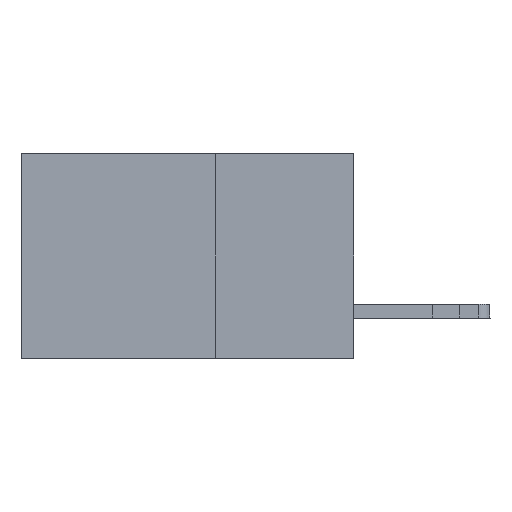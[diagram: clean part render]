
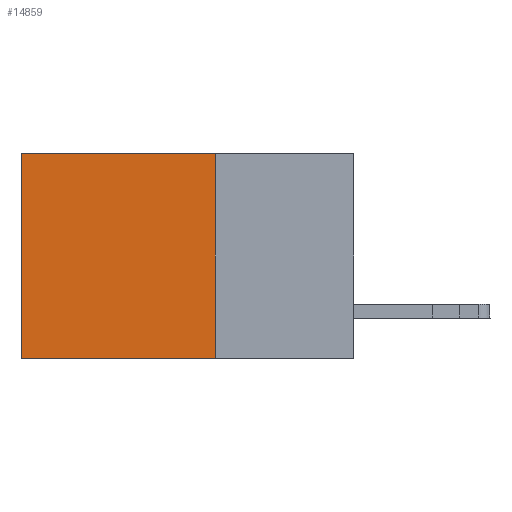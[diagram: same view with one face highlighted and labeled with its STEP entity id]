
A CAD part, left-side view. The second image highlights one B-rep face of the part: STEP entity #14859.
In plain terms, the highlighted planar face has unit normal (-1, 0, 0).
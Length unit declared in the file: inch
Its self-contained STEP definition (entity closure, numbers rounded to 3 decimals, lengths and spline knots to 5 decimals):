
#655 = CARTESIAN_POINT ( 'NONE',  ( 0.2875, 0.25, -0.37 ) ) ;
#670 = EDGE_CURVE ( 'NONE', #6868, #9716, #19219, .T. ) ;
#1208 = CARTESIAN_POINT ( 'NONE',  ( 0.2875, 0.25, -0.37 ) ) ;
#1464 = PLANE ( 'NONE',  #11710 ) ;
#1588 = CARTESIAN_POINT ( 'NONE',  ( 0.2875, 0.25, 0. ) ) ;
#3788 = CARTESIAN_POINT ( 'NONE',  ( 0.2875, 0.6, -0.37 ) ) ;
#5779 = ORIENTED_EDGE ( 'NONE', *, *, #8878, .F. ) ;
#6388 = ORIENTED_EDGE ( 'NONE', *, *, #24632, .T. ) ;
#6425 = VERTEX_POINT ( 'NONE', #20845 ) ;
#6868 = VERTEX_POINT ( 'NONE', #655 ) ;
#7229 = ORIENTED_EDGE ( 'NONE', *, *, #670, .F. ) ;
#7274 = VECTOR ( 'NONE', #23615, 39.37008 ) ;
#7821 = CARTESIAN_POINT ( 'NONE',  ( 0.2875, 0.25, 0. ) ) ;
#8878 = EDGE_CURVE ( 'NONE', #10844, #6868, #10065, .T. ) ;
#9716 = VERTEX_POINT ( 'NONE', #3788 ) ;
#10065 = LINE ( 'NONE', #7821, #7274 ) ;
#10844 = VERTEX_POINT ( 'NONE', #23862 ) ;
#11394 = DIRECTION ( 'NONE',  ( 0., 1., 0. ) ) ;
#11449 = FACE_OUTER_BOUND ( 'NONE', #15298, .T. ) ;
#11710 = AXIS2_PLACEMENT_3D ( 'NONE', #1588, #15672, #23942 ) ;
#14262 = LINE ( 'NONE', #22272, #18002 ) ;
#14859 = ADVANCED_FACE ( 'NONE', ( #11449 ), #1464, .F. ) ;
#15298 = EDGE_LOOP ( 'NONE', ( #6388, #7229, #5779, #25048 ) ) ;
#15522 = VECTOR ( 'NONE', #20233, 39.37008 ) ;
#15672 = DIRECTION ( 'NONE',  ( 1., 0., 0. ) ) ;
#16687 = LINE ( 'NONE', #24312, #15522 ) ;
#18002 = VECTOR ( 'NONE', #11394, 39.37008 ) ;
#19219 = LINE ( 'NONE', #1208, #25604 ) ;
#20233 = DIRECTION ( 'NONE',  ( 0., 0., -1. ) ) ;
#20845 = CARTESIAN_POINT ( 'NONE',  ( 0.2875, 0.6, 0. ) ) ;
#22272 = CARTESIAN_POINT ( 'NONE',  ( 0.2875, 0.25, 0. ) ) ;
#23615 = DIRECTION ( 'NONE',  ( 0., 0., -1. ) ) ;
#23617 = EDGE_CURVE ( 'NONE', #10844, #6425, #14262, .T. ) ;
#23862 = CARTESIAN_POINT ( 'NONE',  ( 0.2875, 0.25, 0. ) ) ;
#23942 = DIRECTION ( 'NONE',  ( 0., 0., -1. ) ) ;
#24312 = CARTESIAN_POINT ( 'NONE',  ( 0.2875, 0.6, 0. ) ) ;
#24632 = EDGE_CURVE ( 'NONE', #6425, #9716, #16687, .T. ) ;
#25048 = ORIENTED_EDGE ( 'NONE', *, *, #23617, .T. ) ;
#25277 = DIRECTION ( 'NONE',  ( 0., 1., 0. ) ) ;
#25604 = VECTOR ( 'NONE', #25277, 39.37008 ) ;
